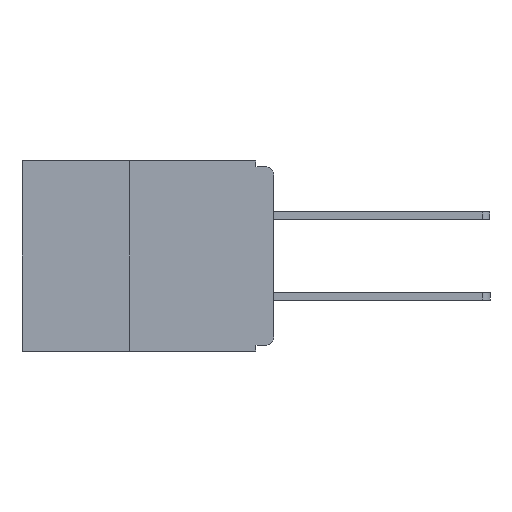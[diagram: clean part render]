
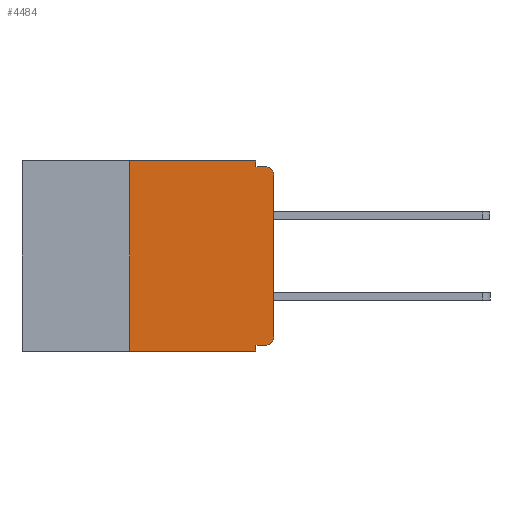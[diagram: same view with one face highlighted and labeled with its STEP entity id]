
A CAD part, left-side view. The second image highlights one B-rep face of the part: STEP entity #4484.
In plain terms, the highlighted planar face has unit normal (-1, 0, 0).
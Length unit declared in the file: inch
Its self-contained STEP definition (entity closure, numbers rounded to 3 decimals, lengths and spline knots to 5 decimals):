
#66 = VECTOR ( 'NONE', #31009, 39.37008 ) ;
#642 = AXIS2_PLACEMENT_3D ( 'NONE', #30787, #30781, #30688 ) ;
#2087 = CARTESIAN_POINT ( 'NONE',  ( 0., 0.25, -0.33 ) ) ;
#2253 = CARTESIAN_POINT ( 'NONE',  ( 0., 0.015, -0.025 ) ) ;
#3274 = LINE ( 'NONE', #4550, #29435 ) ;
#3658 = ORIENTED_EDGE ( 'NONE', *, *, #9954, .F. ) ;
#4033 = CARTESIAN_POINT ( 'NONE',  ( 0., 0.015, -0.32 ) ) ;
#4329 = DIRECTION ( 'NONE',  ( 0., -1., 0. ) ) ;
#4484 = ADVANCED_FACE ( 'NONE', ( #28760 ), #34617, .F. ) ;
#4550 = CARTESIAN_POINT ( 'NONE',  ( 0., 0.437, -0.33 ) ) ;
#4560 = EDGE_CURVE ( 'NONE', #19604, #7025, #5575, .T. ) ;
#4571 = AXIS2_PLACEMENT_3D ( 'NONE', #2253, #21492, #5082 ) ;
#4680 = VERTEX_POINT ( 'NONE', #31311 ) ;
#5002 = VERTEX_POINT ( 'NONE', #26120 ) ;
#5082 = DIRECTION ( 'NONE',  ( 0., 0., -1. ) ) ;
#5575 = LINE ( 'NONE', #33664, #33129 ) ;
#5987 = CARTESIAN_POINT ( 'NONE',  ( 0., 0.031, -0.33 ) ) ;
#6115 = LINE ( 'NONE', #8842, #27658 ) ;
#6166 = EDGE_CURVE ( 'NONE', #6321, #4680, #34190, .T. ) ;
#6313 = EDGE_CURVE ( 'NONE', #27711, #11277, #3274, .T. ) ;
#6321 = VERTEX_POINT ( 'NONE', #4033 ) ;
#6483 = EDGE_LOOP ( 'NONE', ( #17712, #23206, #26386, #33921, #6707, #3658, #28291, #27250, #29085, #16288 ) ) ;
#6707 = ORIENTED_EDGE ( 'NONE', *, *, #4560, .F. ) ;
#6821 = DIRECTION ( 'NONE',  ( 0., 1., 0. ) ) ;
#7025 = VERTEX_POINT ( 'NONE', #13186 ) ;
#7028 = CARTESIAN_POINT ( 'NONE',  ( 0., 0., -0.32 ) ) ;
#7562 = EDGE_CURVE ( 'NONE', #4680, #11277, #22015, .T. ) ;
#7565 = EDGE_CURVE ( 'NONE', #6321, #5002, #13993, .T. ) ;
#7914 = CIRCLE ( 'NONE', #4571, 0.015 ) ;
#8426 = DIRECTION ( 'NONE',  ( 0., 0., 1. ) ) ;
#8842 = CARTESIAN_POINT ( 'NONE',  ( 0., 0., 0. ) ) ;
#9138 = VECTOR ( 'NONE', #29570, 39.37008 ) ;
#9721 = EDGE_CURVE ( 'NONE', #5002, #32408, #6115, .T. ) ;
#9954 = EDGE_CURVE ( 'NONE', #27711, #19604, #20195, .T. ) ;
#11277 = VERTEX_POINT ( 'NONE', #5987 ) ;
#12163 = VECTOR ( 'NONE', #19804, 39.37008 ) ;
#13186 = CARTESIAN_POINT ( 'NONE',  ( 0., 0.031, 0. ) ) ;
#13198 = VECTOR ( 'NONE', #15619, 39.37008 ) ;
#13993 = CIRCLE ( 'NONE', #642, 0.015 ) ;
#15619 = DIRECTION ( 'NONE',  ( 0., 0., -1. ) ) ;
#16288 = ORIENTED_EDGE ( 'NONE', *, *, #7565, .T. ) ;
#16814 = VERTEX_POINT ( 'NONE', #29603 ) ;
#17712 = ORIENTED_EDGE ( 'NONE', *, *, #9721, .T. ) ;
#18455 = EDGE_CURVE ( 'NONE', #7025, #23836, #20413, .T. ) ;
#18893 = CARTESIAN_POINT ( 'NONE',  ( 0., 0., -0.025 ) ) ;
#19604 = VERTEX_POINT ( 'NONE', #33519 ) ;
#19804 = DIRECTION ( 'NONE',  ( 0., 0., 1. ) ) ;
#20195 = LINE ( 'NONE', #20461, #12163 ) ;
#20413 = LINE ( 'NONE', #26262, #13198 ) ;
#20461 = CARTESIAN_POINT ( 'NONE',  ( 0., 0.25, -0.33 ) ) ;
#21281 = CARTESIAN_POINT ( 'NONE',  ( 0., 0.031, -0.01 ) ) ;
#21492 = DIRECTION ( 'NONE',  ( -1., 0., 0. ) ) ;
#21557 = EDGE_CURVE ( 'NONE', #32408, #16814, #7914, .T. ) ;
#22015 = LINE ( 'NONE', #31122, #66 ) ;
#23206 = ORIENTED_EDGE ( 'NONE', *, *, #21557, .T. ) ;
#23836 = VERTEX_POINT ( 'NONE', #21281 ) ;
#26120 = CARTESIAN_POINT ( 'NONE',  ( 0., 0., -0.305 ) ) ;
#26262 = CARTESIAN_POINT ( 'NONE',  ( 0., 0.031, 0. ) ) ;
#26386 = ORIENTED_EDGE ( 'NONE', *, *, #32443, .F. ) ;
#27016 = CARTESIAN_POINT ( 'NONE',  ( 0., 0., -0.01 ) ) ;
#27250 = ORIENTED_EDGE ( 'NONE', *, *, #7562, .F. ) ;
#27658 = VECTOR ( 'NONE', #8426, 39.37008 ) ;
#27711 = VERTEX_POINT ( 'NONE', #2087 ) ;
#28275 = VECTOR ( 'NONE', #6821, 39.37008 ) ;
#28291 = ORIENTED_EDGE ( 'NONE', *, *, #6313, .T. ) ;
#28760 = FACE_OUTER_BOUND ( 'NONE', #6483, .T. ) ;
#29085 = ORIENTED_EDGE ( 'NONE', *, *, #6166, .F. ) ;
#29435 = VECTOR ( 'NONE', #4329, 39.37008 ) ;
#29570 = DIRECTION ( 'NONE',  ( 0., -1., 0. ) ) ;
#29603 = CARTESIAN_POINT ( 'NONE',  ( 0., 0.015, -0.01 ) ) ;
#30316 = LINE ( 'NONE', #27016, #9138 ) ;
#30688 = DIRECTION ( 'NONE',  ( 0., 0., -1. ) ) ;
#30781 = DIRECTION ( 'NONE',  ( -1., 0., 0. ) ) ;
#30787 = CARTESIAN_POINT ( 'NONE',  ( 0., 0.015, -0.305 ) ) ;
#31009 = DIRECTION ( 'NONE',  ( 0., 0., -1. ) ) ;
#31122 = CARTESIAN_POINT ( 'NONE',  ( 0., 0.031, -0.33 ) ) ;
#31311 = CARTESIAN_POINT ( 'NONE',  ( 0., 0.031, -0.32 ) ) ;
#32408 = VERTEX_POINT ( 'NONE', #18893 ) ;
#32443 = EDGE_CURVE ( 'NONE', #23836, #16814, #30316, .T. ) ;
#33129 = VECTOR ( 'NONE', #33394, 39.37008 ) ;
#33394 = DIRECTION ( 'NONE',  ( 0., -1., 0. ) ) ;
#33519 = CARTESIAN_POINT ( 'NONE',  ( 0., 0.25, 0. ) ) ;
#33664 = CARTESIAN_POINT ( 'NONE',  ( 0., 0.437, 0. ) ) ;
#33854 = AXIS2_PLACEMENT_3D ( 'NONE', #34696, #34531, #34529 ) ;
#33921 = ORIENTED_EDGE ( 'NONE', *, *, #18455, .F. ) ;
#34190 = LINE ( 'NONE', #7028, #28275 ) ;
#34529 = DIRECTION ( 'NONE',  ( 0., 0., -1. ) ) ;
#34531 = DIRECTION ( 'NONE',  ( 1., 0., 0. ) ) ;
#34617 = PLANE ( 'NONE',  #33854 ) ;
#34696 = CARTESIAN_POINT ( 'NONE',  ( 0., 0.437, 0. ) ) ;
